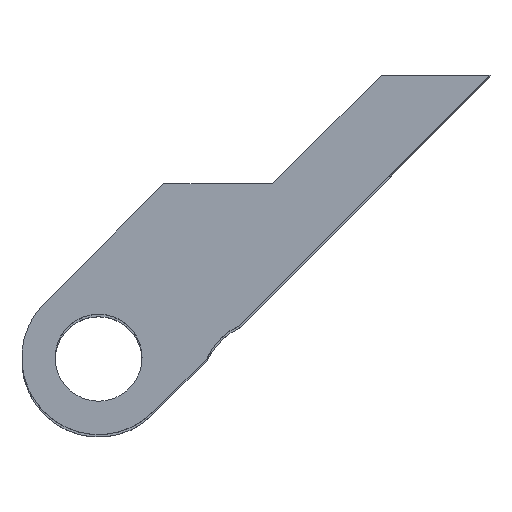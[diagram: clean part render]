
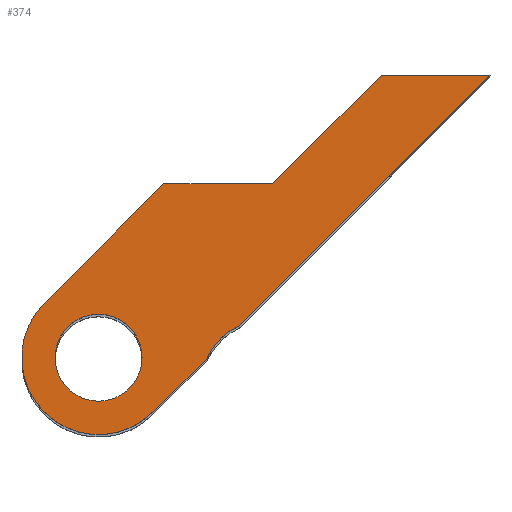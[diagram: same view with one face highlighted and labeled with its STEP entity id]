
A CAD part, top view. The second image highlights one B-rep face of the part: STEP entity #374.
In plain terms, the highlighted planar face has unit normal (0, 0, 1).
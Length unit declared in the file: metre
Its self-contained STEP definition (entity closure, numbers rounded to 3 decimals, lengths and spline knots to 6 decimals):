
#13=CIRCLE('',#405,0.003536);
#15=CIRCLE('',#409,0.00336);
#16=CIRCLE('',#411,0.002);
#52=ORIENTED_EDGE('',*,*,#152,.T.);
#53=ORIENTED_EDGE('',*,*,#153,.T.);
#54=ORIENTED_EDGE('',*,*,#154,.F.);
#55=ORIENTED_EDGE('',*,*,#136,.F.);
#56=ORIENTED_EDGE('',*,*,#140,.F.);
#57=ORIENTED_EDGE('',*,*,#143,.F.);
#58=ORIENTED_EDGE('',*,*,#146,.T.);
#59=ORIENTED_EDGE('',*,*,#149,.F.);
#60=ORIENTED_EDGE('',*,*,#150,.T.);
#136=EDGE_CURVE('',#188,#189,#224,.T.);
#140=EDGE_CURVE('',#191,#188,#228,.T.);
#143=EDGE_CURVE('',#193,#191,#13,.T.);
#146=EDGE_CURVE('',#193,#195,#232,.T.);
#149=EDGE_CURVE('',#197,#195,#15,.F.);
#150=EDGE_CURVE('',#198,#198,#16,.T.);
#152=EDGE_CURVE('',#197,#200,#234,.T.);
#153=EDGE_CURVE('',#200,#201,#235,.T.);
#154=EDGE_CURVE('',#189,#201,#236,.T.);
#188=VERTEX_POINT('',#545);
#189=VERTEX_POINT('',#547);
#191=VERTEX_POINT('',#553);
#193=VERTEX_POINT('',#559);
#195=VERTEX_POINT('',#565);
#197=VERTEX_POINT('',#571);
#198=VERTEX_POINT('',#575);
#200=VERTEX_POINT('',#580);
#201=VERTEX_POINT('',#582);
#224=LINE('',#546,#264);
#228=LINE('',#554,#268);
#232=LINE('',#566,#272);
#234=LINE('',#579,#274);
#235=LINE('',#581,#275);
#236=LINE('',#583,#276);
#264=VECTOR('',#439,1.);
#268=VECTOR('',#445,1.);
#272=VECTOR('',#457,1.);
#274=VECTOR('',#473,1.);
#275=VECTOR('',#474,1.);
#276=VECTOR('',#475,1.);
#309=EDGE_LOOP('',(#52,#53,#54,#55,#56,#57,#58,#59));
#310=EDGE_LOOP('',(#60));
#335=FACE_BOUND('',#309,.T.);
#336=FACE_BOUND('',#310,.T.);
#357=PLANE('',#413);
#374=ADVANCED_FACE('',(#335,#336),#357,.F.);
#405=AXIS2_PLACEMENT_3D('',#560,#451,#452);
#409=AXIS2_PLACEMENT_3D('',#572,#463,#464);
#411=AXIS2_PLACEMENT_3D('',#574,#467,#468);
#413=AXIS2_PLACEMENT_3D('',#578,#471,#472);
#439=DIRECTION('',(1.,0.,0.));
#445=DIRECTION('',(0.707,0.707,0.));
#451=DIRECTION('',(0.,0.,-1.));
#452=DIRECTION('',(0.,1.,0.));
#457=DIRECTION('',(0.707,0.707,0.));
#463=DIRECTION('',(0.,0.,-1.));
#464=DIRECTION('',(0.,1.,0.));
#467=DIRECTION('',(0.,0.,-1.));
#468=DIRECTION('',(0.,1.,0.));
#471=DIRECTION('',(0.,0.,-1.));
#472=DIRECTION('',(1.,0.,0.));
#473=DIRECTION('',(0.707,0.707,0.));
#474=DIRECTION('',(-1.,0.,0.));
#475=DIRECTION('',(0.707,0.707,0.));
#545=CARTESIAN_POINT('',(0.003,0.008,0.07));
#546=CARTESIAN_POINT('',(0.0055,0.008,0.07));
#547=CARTESIAN_POINT('',(0.008,0.008,0.07));
#553=CARTESIAN_POINT('',(-0.0025,0.0025,0.07));
#554=CARTESIAN_POINT('',(0.00025,0.00525,0.07));
#559=CARTESIAN_POINT('',(0.0025,-0.0025,0.07));
#560=CARTESIAN_POINT('',(0.,0.,0.07));
#565=CARTESIAN_POINT('',(0.004987,-0.000013,0.07));
#566=CARTESIAN_POINT('',(0.01025,0.00525,0.07));
#571=CARTESIAN_POINT('',(0.006513,0.001513,0.07));
#572=CARTESIAN_POINT('',(0.008,-0.0015,0.07));
#574=CARTESIAN_POINT('',(0.,0.,0.07));
#575=CARTESIAN_POINT('',(0.,0.002,0.07));
#578=CARTESIAN_POINT('',(0.008,-0.002,0.07));
#579=CARTESIAN_POINT('',(0.01025,0.00525,0.07));
#580=CARTESIAN_POINT('',(0.018,0.013,0.07));
#581=CARTESIAN_POINT('',(0.0155,0.013,0.07));
#582=CARTESIAN_POINT('',(0.013,0.013,0.07));
#583=CARTESIAN_POINT('',(0.0105,0.0105,0.07));
